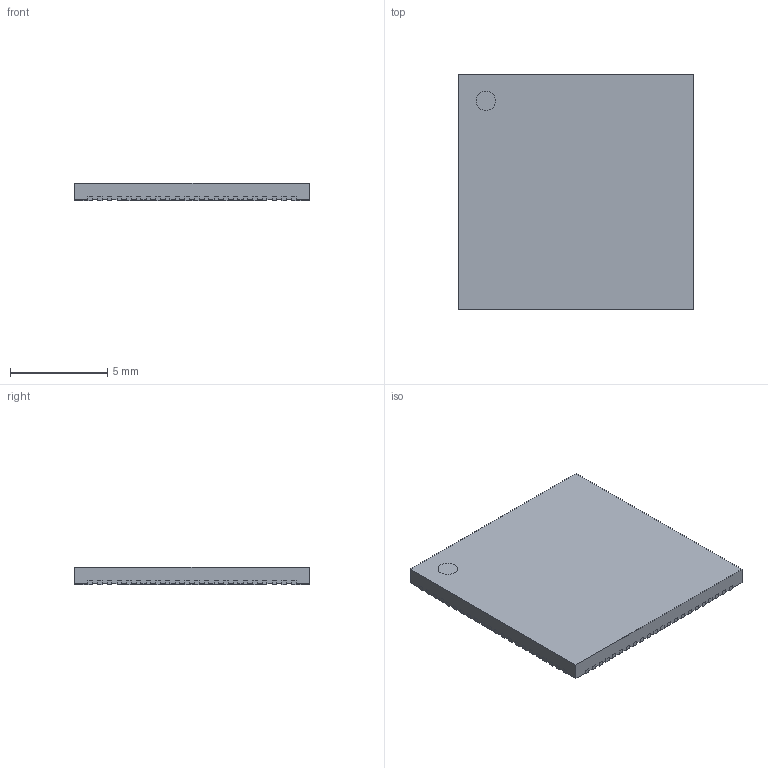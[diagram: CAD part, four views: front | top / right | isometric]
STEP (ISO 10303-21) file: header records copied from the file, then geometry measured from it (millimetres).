
FILE_DESCRIPTION(/* description */ (''),/* implementation_level */ '2;1');
FILE_NAME(/* name */ 'QFN50P1200X1200X90-89N-S755.stp',/* time_stamp */ '2016-02-15T08:47:14+01:00',/* author */ ('riccim'),/* organization */ (''),/* preprocessor_version */ 'ST-DEVELOPER v15.5',/* originating_system */ 'AutoCAD Mechanical',/* authorisation */ '');
FILE_SCHEMA (('AUTOMOTIVE_DESIGN { 1 0 10303 214 3 1 1 }'));
Length unit declared in the file: millimetre
Products named in the file (1): Product
Bounding box: 12.1 x 12.1 x 0.9 mm (x, y, z)
Volume: 127.9 mm3; surface area: 520.6 mm2
Topology: 91 solids, 91 shells, 902 faces, 2154 edges, 1436 vertices
Faces by surface type: plane 724, cylinder 178
Full cylindrical faces by diameter (mm): 1 x2
Entity records: 25833 total; most frequent: CARTESIAN_POINT 4491, DIRECTION 4314, ORIENTED_EDGE 4304, EDGE_CURVE 2152, LINE 1796, VECTOR 1796, VERTEX_POINT 1436, AXIS2_PLACEMENT_3D 1259
